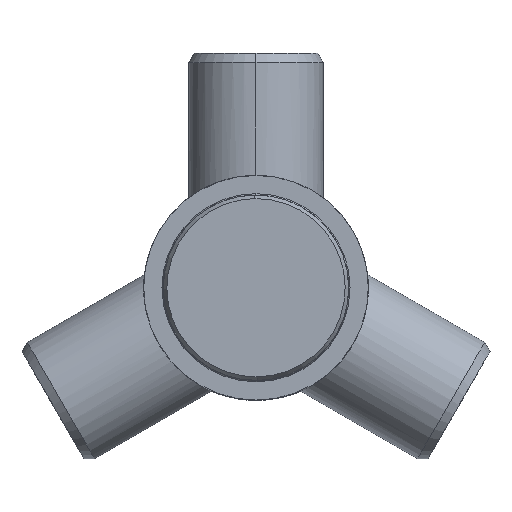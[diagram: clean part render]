
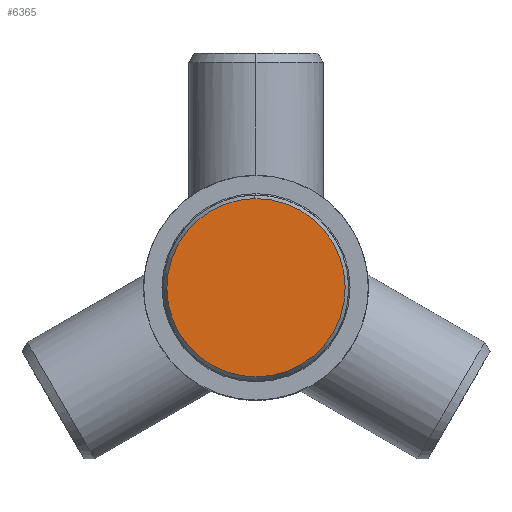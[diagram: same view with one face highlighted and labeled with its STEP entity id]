
A CAD part, top view. The second image highlights one B-rep face of the part: STEP entity #6365.
In plain terms, the highlighted planar face has unit normal (0, 0, 1).
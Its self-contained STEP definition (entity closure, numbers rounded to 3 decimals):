
#2406 = CARTESIAN_POINT ( 'NONE',  ( 0., -14.604, 0. ) ) ;
#4339 = DIRECTION ( 'NONE',  ( 0., 0., 1. ) ) ;
#4406 = CARTESIAN_POINT ( 'NONE',  ( 0., 0., 0. ) ) ;
#4618 = VERTEX_POINT ( 'NONE', #10305 ) ;
#5031 = FACE_OUTER_BOUND ( 'NONE', #11925, .T. ) ;
#6190 = DIRECTION ( 'NONE',  ( 0., -1., 0. ) ) ;
#6365 = ADVANCED_FACE ( 'NONE', ( #5031 ), #6941, .T. ) ;
#6941 = PLANE ( 'NONE',  #12144 ) ;
#9813 = CIRCLE ( 'NONE', #10692, 14.604 ) ;
#10042 = AXIS2_PLACEMENT_3D ( 'NONE', #11655, #10507, #10576 ) ;
#10158 = ORIENTED_EDGE ( 'NONE', *, *, #11631, .T. ) ;
#10161 = CARTESIAN_POINT ( 'NONE',  ( 0., 0., 0. ) ) ;
#10305 = CARTESIAN_POINT ( 'NONE',  ( 0., 14.604, 0. ) ) ;
#10507 = DIRECTION ( 'NONE',  ( 0., 0., 1. ) ) ;
#10576 = DIRECTION ( 'NONE',  ( 0., -1., 0. ) ) ;
#10692 = AXIS2_PLACEMENT_3D ( 'NONE', #4406, #4339, #6190 ) ;
#10860 = VERTEX_POINT ( 'NONE', #2406 ) ;
#11179 = DIRECTION ( 'NONE',  ( 0., 0., 1. ) ) ;
#11629 = EDGE_CURVE ( 'NONE', #4618, #10860, #9813, .T. ) ;
#11631 = EDGE_CURVE ( 'NONE', #10860, #4618, #11770, .T. ) ;
#11655 = CARTESIAN_POINT ( 'NONE',  ( 0., 0., 0. ) ) ;
#11770 = CIRCLE ( 'NONE', #10042, 14.604 ) ;
#11925 = EDGE_LOOP ( 'NONE', ( #12456, #10158 ) ) ;
#12063 = DIRECTION ( 'NONE',  ( 0., -1., 0. ) ) ;
#12144 = AXIS2_PLACEMENT_3D ( 'NONE', #10161, #11179, #12063 ) ;
#12456 = ORIENTED_EDGE ( 'NONE', *, *, #11629, .T. ) ;
